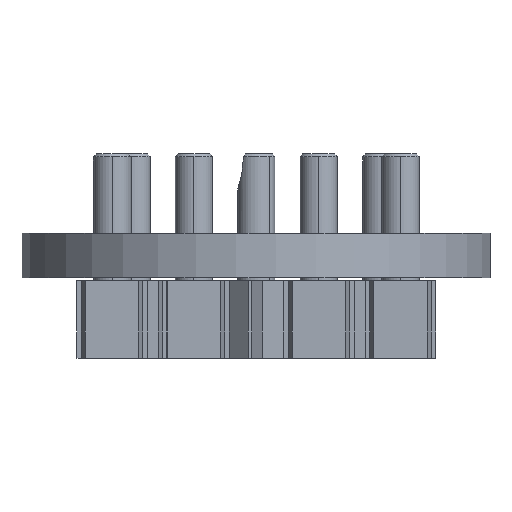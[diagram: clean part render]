
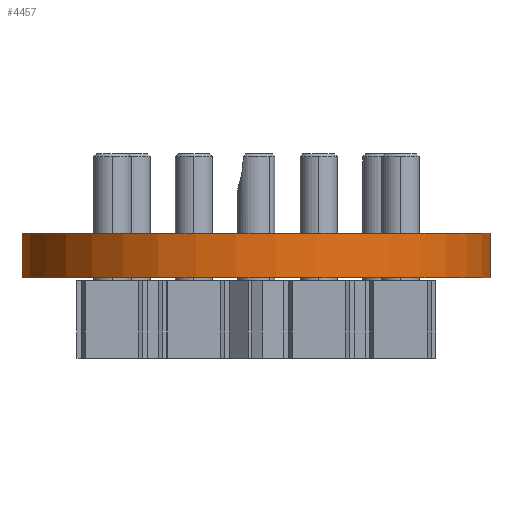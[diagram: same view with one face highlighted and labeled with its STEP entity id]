
A CAD part, front view. The second image highlights one B-rep face of the part: STEP entity #4457.
In plain terms, the highlighted cylindrical face has radius 8.494 mm (diameter 16.988 mm), a partial arc.
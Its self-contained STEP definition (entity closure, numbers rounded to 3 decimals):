
#3369 = PLANE('',#3370);
#3370 = AXIS2_PLACEMENT_3D('',#3371,#3372,#3373);
#3371 = CARTESIAN_POINT('',(0.,0.,1.6)
  );
#3372 = DIRECTION('',(-0.,-0.,-1.));
#3373 = DIRECTION('',(-1.,0.,0.));
#3397 = PLANE('',#3398);
#3398 = AXIS2_PLACEMENT_3D('',#3399,#3400,#3401);
#3399 = CARTESIAN_POINT('',(7.5,-1.,0.));
#3400 = DIRECTION('',(-0.004,1.,0.));
#3401 = DIRECTION('',(1.,0.004,0.));
#3423 = PLANE('',#3424);
#3424 = AXIS2_PLACEMENT_3D('',#3425,#3426,#3427);
#3425 = CARTESIAN_POINT('',(0.,0.,0.)
  );
#3426 = DIRECTION('',(-0.,-0.,-1.));
#3427 = DIRECTION('',(-1.,0.,0.));
#3516 = VERTEX_POINT('',#3517);
#3517 = CARTESIAN_POINT('',(8.435,-0.996,1.6));
#3538 = EDGE_CURVE('',#3539,#3516,#3541,.T.);
#3539 = VERTEX_POINT('',#3540);
#3540 = CARTESIAN_POINT('',(8.435,-0.996,0.));
#3541 = SURFACE_CURVE('',#3542,(#3546,#3553),.PCURVE_S1.);
#3542 = LINE('',#3543,#3544);
#3543 = CARTESIAN_POINT('',(8.435,-0.996,0.));
#3544 = VECTOR('',#3545,1.);
#3545 = DIRECTION('',(0.,0.,1.));
#3546 = PCURVE('',#3397,#3547);
#3547 = DEFINITIONAL_REPRESENTATION('',(#3548),#3552);
#3548 = LINE('',#3549,#3550);
#3549 = CARTESIAN_POINT('',(0.935,0.));
#3550 = VECTOR('',#3551,1.);
#3551 = DIRECTION('',(0.,-1.));
#3552 = ( GEOMETRIC_REPRESENTATION_CONTEXT(2) 
PARAMETRIC_REPRESENTATION_CONTEXT() REPRESENTATION_CONTEXT('2D SPACE',''
  ) );
#3553 = PCURVE('',#3554,#3559);
#3554 = CYLINDRICAL_SURFACE('',#3555,8.494);
#3555 = AXIS2_PLACEMENT_3D('',#3556,#3557,#3558);
#3556 = CARTESIAN_POINT('',(0.,0.,0.));
#3557 = DIRECTION('',(-0.,-0.,-1.));
#3558 = DIRECTION('',(1.,0.,-0.));
#3559 = DEFINITIONAL_REPRESENTATION('',(#3560),#3564);
#3560 = LINE('',#3561,#3562);
#3561 = CARTESIAN_POINT('',(-6.166,0.));
#3562 = VECTOR('',#3563,1.);
#3563 = DIRECTION('',(-0.,-1.));
#3564 = ( GEOMETRIC_REPRESENTATION_CONTEXT(2) 
PARAMETRIC_REPRESENTATION_CONTEXT() REPRESENTATION_CONTEXT('2D SPACE',''
  ) );
#3592 = EDGE_CURVE('',#3593,#3539,#3595,.T.);
#3593 = VERTEX_POINT('',#3594);
#3594 = CARTESIAN_POINT('',(-8.435,-1.,0.));
#3595 = SURFACE_CURVE('',#3596,(#3601,#3612),.PCURVE_S1.);
#3596 = CIRCLE('',#3597,8.494);
#3597 = AXIS2_PLACEMENT_3D('',#3598,#3599,#3600);
#3598 = CARTESIAN_POINT('',(0.,0.,0.));
#3599 = DIRECTION('',(0.,0.,1.));
#3600 = DIRECTION('',(1.,0.,-0.));
#3601 = PCURVE('',#3423,#3602);
#3602 = DEFINITIONAL_REPRESENTATION('',(#3603),#3611);
#3603 = ( BOUNDED_CURVE() B_SPLINE_CURVE(2,(#3604,#3605,#3606,#3607,
#3608,#3609,#3610),.UNSPECIFIED.,.T.,.F.) B_SPLINE_CURVE_WITH_KNOTS((1,2
    ,2,2,2,1),(-2.094,0.,2.094,4.189,
6.283,8.378),.UNSPECIFIED.) CURVE() 
GEOMETRIC_REPRESENTATION_ITEM() RATIONAL_B_SPLINE_CURVE((1.,0.5,1.,0.5,
1.,0.5,1.)) REPRESENTATION_ITEM('') );
#3604 = CARTESIAN_POINT('',(-8.494,0.));
#3605 = CARTESIAN_POINT('',(-8.494,14.712));
#3606 = CARTESIAN_POINT('',(4.247,7.356));
#3607 = CARTESIAN_POINT('',(16.988,0.));
#3608 = CARTESIAN_POINT('',(4.247,-7.356));
#3609 = CARTESIAN_POINT('',(-8.494,-14.712));
#3610 = CARTESIAN_POINT('',(-8.494,0.));
#3611 = ( GEOMETRIC_REPRESENTATION_CONTEXT(2) 
PARAMETRIC_REPRESENTATION_CONTEXT() REPRESENTATION_CONTEXT('2D SPACE',''
  ) );
#3612 = PCURVE('',#3554,#3613);
#3613 = DEFINITIONAL_REPRESENTATION('',(#3614),#3618);
#3614 = LINE('',#3615,#3616);
#3615 = CARTESIAN_POINT('',(-0.,0.));
#3616 = VECTOR('',#3617,1.);
#3617 = DIRECTION('',(-1.,0.));
#3618 = ( GEOMETRIC_REPRESENTATION_CONTEXT(2) 
PARAMETRIC_REPRESENTATION_CONTEXT() REPRESENTATION_CONTEXT('2D SPACE',''
  ) );
#3636 = PLANE('',#3637);
#3637 = AXIS2_PLACEMENT_3D('',#3638,#3639,#3640);
#3638 = CARTESIAN_POINT('',(-8.435,-1.,0.));
#3639 = DIRECTION('',(0.,1.,0.));
#3640 = DIRECTION('',(1.,0.,0.));
#4044 = EDGE_CURVE('',#4045,#3516,#4047,.T.);
#4045 = VERTEX_POINT('',#4046);
#4046 = CARTESIAN_POINT('',(-8.435,-1.,1.6));
#4047 = SURFACE_CURVE('',#4048,(#4053,#4064),.PCURVE_S1.);
#4048 = CIRCLE('',#4049,8.494);
#4049 = AXIS2_PLACEMENT_3D('',#4050,#4051,#4052);
#4050 = CARTESIAN_POINT('',(0.,0.,1.6)
  );
#4051 = DIRECTION('',(0.,0.,1.));
#4052 = DIRECTION('',(1.,0.,-0.));
#4053 = PCURVE('',#3369,#4054);
#4054 = DEFINITIONAL_REPRESENTATION('',(#4055),#4063);
#4055 = ( BOUNDED_CURVE() B_SPLINE_CURVE(2,(#4056,#4057,#4058,#4059,
#4060,#4061,#4062),.UNSPECIFIED.,.T.,.F.) B_SPLINE_CURVE_WITH_KNOTS((1,2
    ,2,2,2,1),(-2.094,0.,2.094,4.189,
6.283,8.378),.UNSPECIFIED.) CURVE() 
GEOMETRIC_REPRESENTATION_ITEM() RATIONAL_B_SPLINE_CURVE((1.,0.5,1.,0.5,
1.,0.5,1.)) REPRESENTATION_ITEM('') );
#4056 = CARTESIAN_POINT('',(-8.494,0.));
#4057 = CARTESIAN_POINT('',(-8.494,14.712));
#4058 = CARTESIAN_POINT('',(4.247,7.356));
#4059 = CARTESIAN_POINT('',(16.988,0.));
#4060 = CARTESIAN_POINT('',(4.247,-7.356));
#4061 = CARTESIAN_POINT('',(-8.494,-14.712));
#4062 = CARTESIAN_POINT('',(-8.494,0.));
#4063 = ( GEOMETRIC_REPRESENTATION_CONTEXT(2) 
PARAMETRIC_REPRESENTATION_CONTEXT() REPRESENTATION_CONTEXT('2D SPACE',''
  ) );
#4064 = PCURVE('',#3554,#4065);
#4065 = DEFINITIONAL_REPRESENTATION('',(#4066),#4070);
#4066 = LINE('',#4067,#4068);
#4067 = CARTESIAN_POINT('',(-0.,-1.6));
#4068 = VECTOR('',#4069,1.);
#4069 = DIRECTION('',(-1.,0.));
#4070 = ( GEOMETRIC_REPRESENTATION_CONTEXT(2) 
PARAMETRIC_REPRESENTATION_CONTEXT() REPRESENTATION_CONTEXT('2D SPACE',''
  ) );
#4457 = ADVANCED_FACE('',(#4458),#3554,.T.);
#4458 = FACE_BOUND('',#4459,.F.);
#4459 = EDGE_LOOP('',(#4460,#4481,#4482,#4483));
#4460 = ORIENTED_EDGE('',*,*,#4461,.T.);
#4461 = EDGE_CURVE('',#3593,#4045,#4462,.T.);
#4462 = SURFACE_CURVE('',#4463,(#4467,#4474),.PCURVE_S1.);
#4463 = LINE('',#4464,#4465);
#4464 = CARTESIAN_POINT('',(-8.435,-1.,0.));
#4465 = VECTOR('',#4466,1.);
#4466 = DIRECTION('',(0.,0.,1.));
#4467 = PCURVE('',#3554,#4468);
#4468 = DEFINITIONAL_REPRESENTATION('',(#4469),#4473);
#4469 = LINE('',#4470,#4471);
#4470 = CARTESIAN_POINT('',(-3.26,0.));
#4471 = VECTOR('',#4472,1.);
#4472 = DIRECTION('',(-0.,-1.));
#4473 = ( GEOMETRIC_REPRESENTATION_CONTEXT(2) 
PARAMETRIC_REPRESENTATION_CONTEXT() REPRESENTATION_CONTEXT('2D SPACE',''
  ) );
#4474 = PCURVE('',#3636,#4475);
#4475 = DEFINITIONAL_REPRESENTATION('',(#4476),#4480);
#4476 = LINE('',#4477,#4478);
#4477 = CARTESIAN_POINT('',(0.,0.));
#4478 = VECTOR('',#4479,1.);
#4479 = DIRECTION('',(0.,-1.));
#4480 = ( GEOMETRIC_REPRESENTATION_CONTEXT(2) 
PARAMETRIC_REPRESENTATION_CONTEXT() REPRESENTATION_CONTEXT('2D SPACE',''
  ) );
#4481 = ORIENTED_EDGE('',*,*,#4044,.T.);
#4482 = ORIENTED_EDGE('',*,*,#3538,.F.);
#4483 = ORIENTED_EDGE('',*,*,#3592,.F.);
